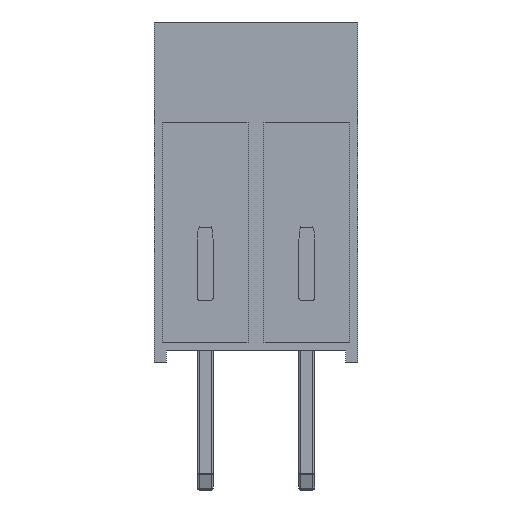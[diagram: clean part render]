
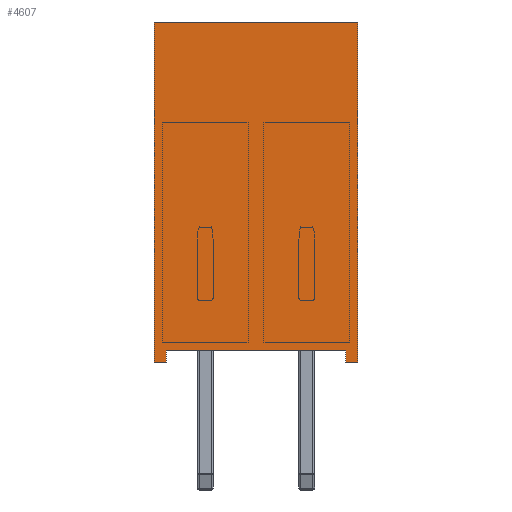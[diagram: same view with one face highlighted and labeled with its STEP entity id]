
A CAD part, left-side view. The second image highlights one B-rep face of the part: STEP entity #4607.
In plain terms, the highlighted planar face has unit normal (-1, 0, 0).
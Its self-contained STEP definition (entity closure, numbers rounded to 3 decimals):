
#634=FACE_OUTER_BOUND('',#924,.T.);
#924=EDGE_LOOP('',(#2984,#2985,#2986,#2987,#2988,#2989,#2990,#2991));
#1246=LINE('',#7174,#1594);
#1247=LINE('',#7177,#1595);
#1249=LINE('',#7181,#1597);
#1250=LINE('',#7183,#1598);
#1251=LINE('',#7185,#1599);
#1252=LINE('',#7187,#1600);
#1253=LINE('',#7189,#1601);
#1254=LINE('',#7190,#1602);
#1594=VECTOR('',#5591,10.);
#1595=VECTOR('',#5594,10.);
#1597=VECTOR('',#5598,10.);
#1598=VECTOR('',#5599,10.);
#1599=VECTOR('',#5600,10.);
#1600=VECTOR('',#5601,10.);
#1601=VECTOR('',#5602,10.);
#1602=VECTOR('',#5603,10.);
#1940=VERTEX_POINT('',#7170);
#1941=VERTEX_POINT('',#7172);
#1942=VERTEX_POINT('',#7176);
#1943=VERTEX_POINT('',#7180);
#1944=VERTEX_POINT('',#7182);
#1945=VERTEX_POINT('',#7184);
#1946=VERTEX_POINT('',#7186);
#1947=VERTEX_POINT('',#7188);
#2318=EDGE_CURVE('',#1940,#1941,#1246,.T.);
#2319=EDGE_CURVE('',#1942,#1940,#1247,.T.);
#2321=EDGE_CURVE('',#1941,#1943,#1249,.T.);
#2322=EDGE_CURVE('',#1943,#1944,#1250,.T.);
#2323=EDGE_CURVE('',#1944,#1945,#1251,.T.);
#2324=EDGE_CURVE('',#1945,#1946,#1252,.T.);
#2325=EDGE_CURVE('',#1947,#1946,#1253,.T.);
#2326=EDGE_CURVE('',#1942,#1947,#1254,.T.);
#2984=ORIENTED_EDGE('',*,*,#2321,.T.);
#2985=ORIENTED_EDGE('',*,*,#2322,.T.);
#2986=ORIENTED_EDGE('',*,*,#2323,.T.);
#2987=ORIENTED_EDGE('',*,*,#2324,.T.);
#2988=ORIENTED_EDGE('',*,*,#2325,.F.);
#2989=ORIENTED_EDGE('',*,*,#2326,.F.);
#2990=ORIENTED_EDGE('',*,*,#2319,.T.);
#2991=ORIENTED_EDGE('',*,*,#2318,.T.);
#4278=PLANE('',#4951);
#4607=ADVANCED_FACE('',(#634),#4278,.T.);
#4951=AXIS2_PLACEMENT_3D('',#7179,#5596,#5597);
#5591=DIRECTION('',(0.,0.,1.));
#5594=DIRECTION('',(0.,-1.,0.));
#5596=DIRECTION('center_axis',(-1.,0.,0.));
#5597=DIRECTION('ref_axis',(0.,-1.,0.));
#5598=DIRECTION('',(0.,-1.,0.));
#5599=DIRECTION('',(0.,0.,-1.));
#5600=DIRECTION('',(0.,-1.,0.));
#5601=DIRECTION('',(0.,0.,1.));
#5602=DIRECTION('',(0.,-1.,0.));
#5603=DIRECTION('',(0.,0.,1.));
#7170=CARTESIAN_POINT('',(-1.27,3.51,0.));
#7172=CARTESIAN_POINT('',(-1.27,3.51,0.3));
#7174=CARTESIAN_POINT('',(-1.27,3.51,0.));
#7176=CARTESIAN_POINT('',(-1.27,3.81,0.));
#7177=CARTESIAN_POINT('',(-1.27,3.81,0.));
#7179=CARTESIAN_POINT('Origin',(-1.27,1.27,0.));
#7180=CARTESIAN_POINT('',(-1.27,-0.97,0.3));
#7181=CARTESIAN_POINT('',(-1.27,1.27,0.3));
#7182=CARTESIAN_POINT('',(-1.27,-0.97,0.));
#7183=CARTESIAN_POINT('',(-1.27,-0.97,0.));
#7184=CARTESIAN_POINT('',(-1.27,-1.27,0.));
#7185=CARTESIAN_POINT('',(-1.27,1.27,0.));
#7186=CARTESIAN_POINT('',(-1.27,-1.27,8.5));
#7187=CARTESIAN_POINT('',(-1.27,-1.27,0.));
#7188=CARTESIAN_POINT('',(-1.27,3.81,8.5));
#7189=CARTESIAN_POINT('',(-1.27,3.81,8.5));
#7190=CARTESIAN_POINT('',(-1.27,3.81,0.));
